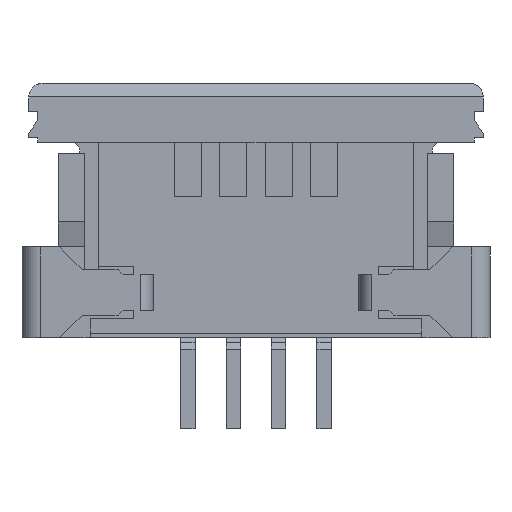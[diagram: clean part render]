
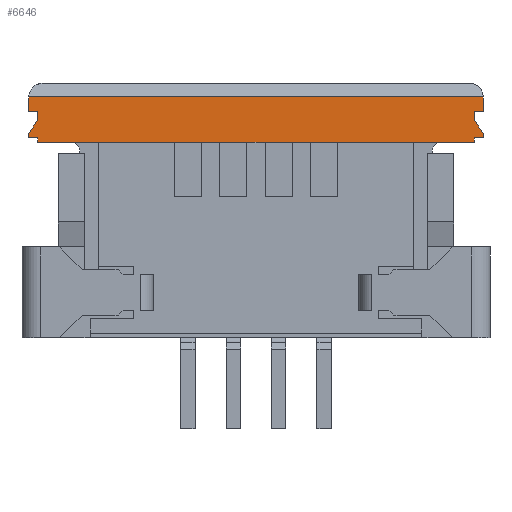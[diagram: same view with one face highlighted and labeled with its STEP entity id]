
A CAD part, front view. The second image highlights one B-rep face of the part: STEP entity #6646.
In plain terms, the highlighted planar face has unit normal (0, -1, 0).
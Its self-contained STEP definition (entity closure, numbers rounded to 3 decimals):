
#514=CARTESIAN_POINT('',(5.,-1.03,2.5));
#532=DIRECTION('',(1.,0.,0.));
#533=VECTOR('',#532,10.);
#534=CARTESIAN_POINT('',(-5.,-1.03,2.5));
#535=LINE('',#534,#533);
#536=DIRECTION('',(0.,0.,-1.));
#537=VECTOR('',#536,0.32);
#538=CARTESIAN_POINT('',(5.,-1.03,2.5));
#539=LINE('',#538,#537);
#540=DIRECTION('',(-1.,0.,0.));
#541=VECTOR('',#540,0.2);
#542=CARTESIAN_POINT('',(5.,-1.03,2.18));
#543=LINE('',#542,#541);
#544=DIRECTION('',(0.,0.,-1.));
#545=VECTOR('',#544,0.18);
#546=CARTESIAN_POINT('',(4.8,-1.03,2.18));
#547=LINE('',#546,#545);
#548=DIRECTION('',(0.555,0.,-0.832));
#549=VECTOR('',#548,0.361);
#550=CARTESIAN_POINT('',(4.8,-1.03,2.));
#551=LINE('',#550,#549);
#552=DIRECTION('',(0.,0.,-1.));
#553=VECTOR('',#552,0.1);
#554=CARTESIAN_POINT('',(5.,-1.03,1.7));
#555=LINE('',#554,#553);
#556=DIRECTION('',(-1.,0.,0.));
#557=VECTOR('',#556,0.2);
#558=CARTESIAN_POINT('',(5.,-1.03,1.6));
#559=LINE('',#558,#557);
#560=DIRECTION('',(0.,0.,-1.));
#561=VECTOR('',#560,0.1);
#562=CARTESIAN_POINT('',(4.8,-1.03,1.6));
#563=LINE('',#562,#561);
#564=DIRECTION('',(-1.,0.,0.));
#565=VECTOR('',#564,1.325);
#566=CARTESIAN_POINT('',(4.8,-1.03,1.5));
#567=LINE('',#566,#565);
#568=DIRECTION('',(-1.,0.,0.));
#569=VECTOR('',#568,6.95);
#570=CARTESIAN_POINT('',(3.475,-1.03,1.5));
#571=LINE('',#570,#569);
#572=DIRECTION('',(-1.,0.,0.));
#573=VECTOR('',#572,1.325);
#574=CARTESIAN_POINT('',(-3.475,-1.03,1.5));
#575=LINE('',#574,#573);
#576=DIRECTION('',(0.,0.,1.));
#577=VECTOR('',#576,0.1);
#578=CARTESIAN_POINT('',(-4.8,-1.03,1.5));
#579=LINE('',#578,#577);
#580=DIRECTION('',(-1.,0.,0.));
#581=VECTOR('',#580,0.2);
#582=CARTESIAN_POINT('',(-4.8,-1.03,1.6));
#583=LINE('',#582,#581);
#584=DIRECTION('',(0.,0.,1.));
#585=VECTOR('',#584,0.1);
#586=CARTESIAN_POINT('',(-5.,-1.03,1.6));
#587=LINE('',#586,#585);
#588=DIRECTION('',(0.555,0.,0.832));
#589=VECTOR('',#588,0.361);
#590=CARTESIAN_POINT('',(-5.,-1.03,1.7));
#591=LINE('',#590,#589);
#592=DIRECTION('',(0.,0.,1.));
#593=VECTOR('',#592,0.18);
#594=CARTESIAN_POINT('',(-4.8,-1.03,2.));
#595=LINE('',#594,#593);
#596=DIRECTION('',(-1.,0.,0.));
#597=VECTOR('',#596,0.2);
#598=CARTESIAN_POINT('',(-4.8,-1.03,2.18));
#599=LINE('',#598,#597);
#600=DIRECTION('',(0.,0.,1.));
#601=VECTOR('',#600,0.32);
#602=CARTESIAN_POINT('',(-5.,-1.03,2.18));
#603=LINE('',#602,#601);
#5003=CARTESIAN_POINT('',(4.8,-1.03,1.5));
#5004=CARTESIAN_POINT('',(3.475,-1.03,1.5));
#5005=VERTEX_POINT('',#5003);
#5006=VERTEX_POINT('',#5004);
#5007=CARTESIAN_POINT('',(-3.475,-1.03,1.5));
#5008=CARTESIAN_POINT('',(-4.8,-1.03,1.5));
#5009=VERTEX_POINT('',#5007);
#5010=VERTEX_POINT('',#5008);
#5015=CARTESIAN_POINT('',(5.,-1.03,1.7));
#5016=CARTESIAN_POINT('',(5.,-1.03,1.6));
#5017=VERTEX_POINT('',#5015);
#5018=VERTEX_POINT('',#5016);
#5023=CARTESIAN_POINT('',(5.,-1.03,2.18));
#5025=VERTEX_POINT('',#5023);
#5027=CARTESIAN_POINT('',(4.8,-1.03,2.18));
#5029=VERTEX_POINT('',#5027);
#5031=CARTESIAN_POINT('',(4.8,-1.03,2.));
#5033=VERTEX_POINT('',#5031);
#5035=CARTESIAN_POINT('',(4.8,-1.03,1.6));
#5037=VERTEX_POINT('',#5035);
#5061=CARTESIAN_POINT('',(-4.8,-1.03,1.6));
#5062=VERTEX_POINT('',#5061);
#5063=CARTESIAN_POINT('',(-4.8,-1.03,2.));
#5064=CARTESIAN_POINT('',(-4.8,-1.03,2.18));
#5065=VERTEX_POINT('',#5063);
#5066=VERTEX_POINT('',#5064);
#5071=VERTEX_POINT('',#514);
#5077=CARTESIAN_POINT('',(-5.,-1.03,2.5));
#5078=VERTEX_POINT('',#5077);
#5791=CARTESIAN_POINT('',(-5.,-1.03,1.6));
#5792=CARTESIAN_POINT('',(-5.,-1.03,1.7));
#5793=VERTEX_POINT('',#5791);
#5794=VERTEX_POINT('',#5792);
#5799=CARTESIAN_POINT('',(-5.,-1.03,2.18));
#5801=VERTEX_POINT('',#5799);
#6604=CARTESIAN_POINT('',(-3.175,-1.03,2.8));
#6605=DIRECTION('',(0.,-1.,0.));
#6606=DIRECTION('',(0.,0.,-1.));
#6607=AXIS2_PLACEMENT_3D('',#6604,#6605,#6606);
#6608=PLANE('',#6607);
#6609=ORIENTED_EDGE('',*,*,#6596,.T.);
#6611=ORIENTED_EDGE('',*,*,#6610,.T.);
#6613=ORIENTED_EDGE('',*,*,#6612,.T.);
#6615=ORIENTED_EDGE('',*,*,#6614,.T.);
#6617=ORIENTED_EDGE('',*,*,#6616,.T.);
#6619=ORIENTED_EDGE('',*,*,#6618,.T.);
#6621=ORIENTED_EDGE('',*,*,#6620,.T.);
#6623=ORIENTED_EDGE('',*,*,#6622,.T.);
#6625=ORIENTED_EDGE('',*,*,#6624,.T.);
#6627=ORIENTED_EDGE('',*,*,#6626,.T.);
#6629=ORIENTED_EDGE('',*,*,#6628,.T.);
#6631=ORIENTED_EDGE('',*,*,#6630,.T.);
#6633=ORIENTED_EDGE('',*,*,#6632,.T.);
#6635=ORIENTED_EDGE('',*,*,#6634,.T.);
#6637=ORIENTED_EDGE('',*,*,#6636,.T.);
#6639=ORIENTED_EDGE('',*,*,#6638,.T.);
#6641=ORIENTED_EDGE('',*,*,#6640,.T.);
#6643=ORIENTED_EDGE('',*,*,#6642,.T.);
#6644=EDGE_LOOP('',(#6609,#6611,#6613,#6615,#6617,#6619,#6621,#6623,#6625,#6627,
#6629,#6631,#6633,#6635,#6637,#6639,#6641,#6643));
#6645=FACE_OUTER_BOUND('',#6644,.F.);
#6646=ADVANCED_FACE('',(#6645),#6608,.T.);
#6596=EDGE_CURVE('',#5078,#5071,#535,.T.);
#6610=EDGE_CURVE('',#5071,#5025,#539,.T.);
#6612=EDGE_CURVE('',#5025,#5029,#543,.T.);
#6614=EDGE_CURVE('',#5029,#5033,#547,.T.);
#6616=EDGE_CURVE('',#5033,#5017,#551,.T.);
#6618=EDGE_CURVE('',#5017,#5018,#555,.T.);
#6620=EDGE_CURVE('',#5018,#5037,#559,.T.);
#6622=EDGE_CURVE('',#5037,#5005,#563,.T.);
#6624=EDGE_CURVE('',#5005,#5006,#567,.T.);
#6626=EDGE_CURVE('',#5006,#5009,#571,.T.);
#6628=EDGE_CURVE('',#5009,#5010,#575,.T.);
#6630=EDGE_CURVE('',#5010,#5062,#579,.T.);
#6632=EDGE_CURVE('',#5062,#5793,#583,.T.);
#6634=EDGE_CURVE('',#5793,#5794,#587,.T.);
#6636=EDGE_CURVE('',#5794,#5065,#591,.T.);
#6638=EDGE_CURVE('',#5065,#5066,#595,.T.);
#6640=EDGE_CURVE('',#5066,#5801,#599,.T.);
#6642=EDGE_CURVE('',#5801,#5078,#603,.T.);
